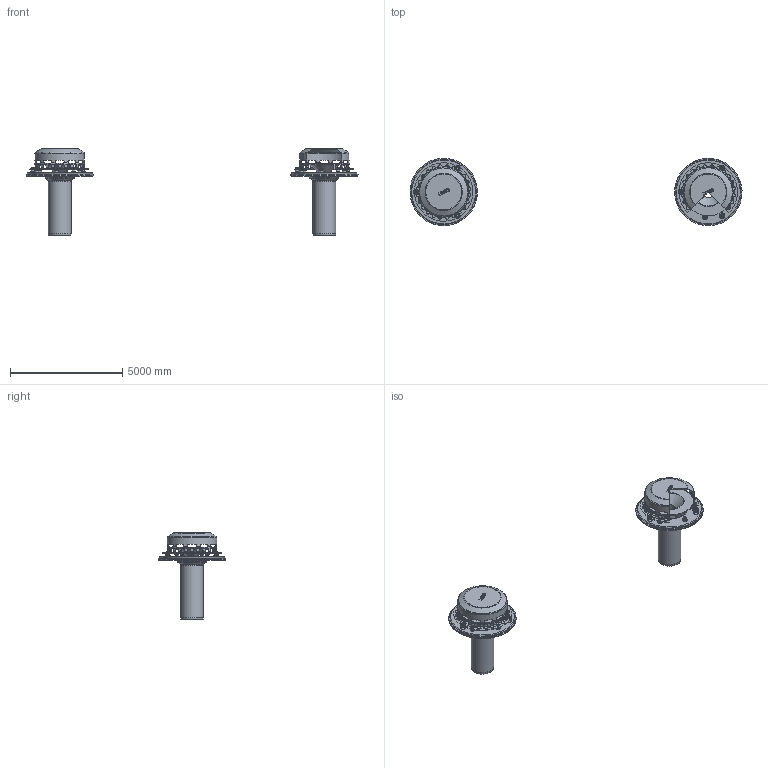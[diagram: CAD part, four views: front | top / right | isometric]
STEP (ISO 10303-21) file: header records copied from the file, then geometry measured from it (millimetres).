
FILE_DESCRIPTION(/* description */ (''),/* implementation_level */ '2;1');
FILE_NAME(/* name */ '21529.100X_3D.stp',/* time_stamp */ '2024-12-12T08:44:25+01:00',/* author */ ('CAD'),/* organization */ (''),/* preprocessor_version */ 'ST-DEVELOPER v20',/* originating_system */ 'AutoCAD Mechanical',/* authorisation */ '');
FILE_SCHEMA (('AUTOMOTIVE_DESIGN { 1 0 10303 214 3 1 1 }'));
Length unit declared in the file: centimetre
Products named in the file (4): Product; KORB; *S2; STUTZEN
Assembly tree (4 placements, depth 2):
  Product
    KORB
    *S2
    STUTZEN  x2
Bounding box: 14762.36 x 2997.14 x 3862.5 mm (x, y, z)
Volume: 1918640345.8 mm3; surface area: 160686464.3 mm2
Topology: 64 solids, 64 shells, 1956 faces, 4761 edges, 2876 vertices
Faces by surface type: cone 634, plane 577, cylinder 538, torus 196, bspline 6, sphere 5
Full cylindrical faces by diameter (mm): 60 x6, 70 x12, 80 x29, 83.76 x12, 100 x6, 105 x3, 160 x24, 500 x2, 530 x2, 992 x2, 1016 x2, 1305 x2, 1600 x2, 2130 x2, 2180 x2, 2200 x2, 2600 x1, 3000 x2
Entity records: 67317 total; most frequent: CARTESIAN_POINT 21968, DIRECTION 9533, ORIENTED_EDGE 9440, EDGE_CURVE 4720, AXIS2_PLACEMENT_3D 3897, VERTEX_POINT 2852, EDGE_LOOP 2122, CIRCLE 1941
